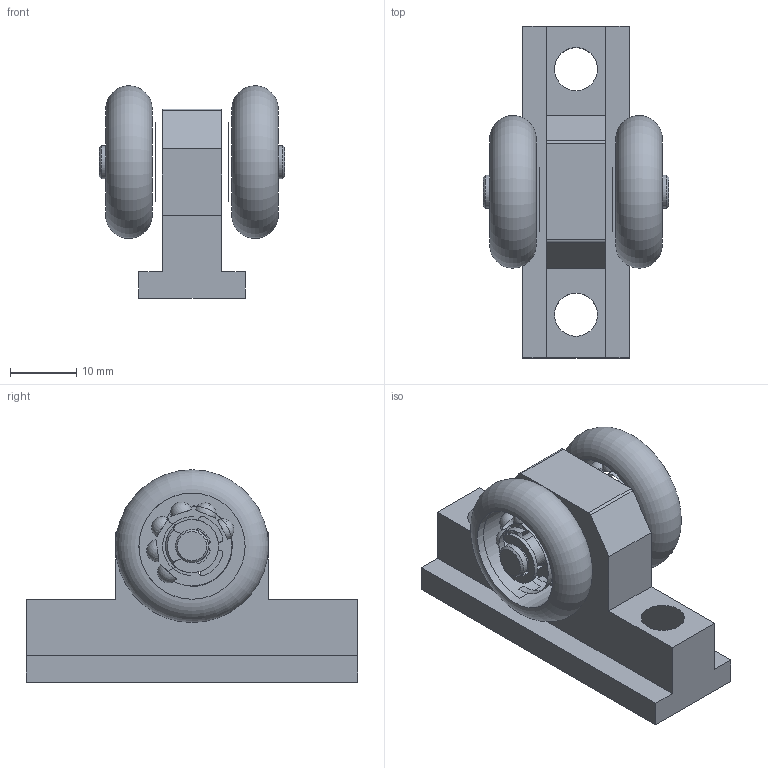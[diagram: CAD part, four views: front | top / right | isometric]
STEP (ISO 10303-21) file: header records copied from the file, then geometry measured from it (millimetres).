
FILE_DESCRIPTION(/* description */ ('Carrello per porte scorrevoli serie 30'),/* implementation_level */ '2;1');
FILE_NAME(/* name */ 'PB30.stp',/* time_stamp */ '2022-07-01T12:31:11+02:00',/* author */ ('USER'),/* organization */ ('Microsoft'),/* preprocessor_version */ 'ST-DEVELOPER v18.1',/* originating_system */ 'Autodesk Inventor 2021',/* authorisation */ '');
FILE_SCHEMA (('AUTOMOTIVE_DESIGN { 1 0 10303 214 3 1 1 }'));
Length unit declared in the file: millimetre
Products named in the file (1): PB30
Bounding box: 28 x 50 x 32 mm (x, y, z)
Volume: 2293.6 mm3; surface area: 7127.4 mm2
Topology: 2 solids, 35 shells, 94 faces, 368 edges, 292 vertices
Faces by surface type: plane 38, cylinder 38, sphere 12, cone 4, torus 2
Full cylindrical faces by diameter (mm): 3.5 x2, 5 x4, 16 x2
Entity records: 9667 total; most frequent: CARTESIAN_POINT 6422, DIRECTION 674, ORIENTED_EDGE 522, EDGE_CURVE 356, VERTEX_POINT 292, AXIS2_PLACEMENT_3D 259, CIRCLE 164, LINE 156
